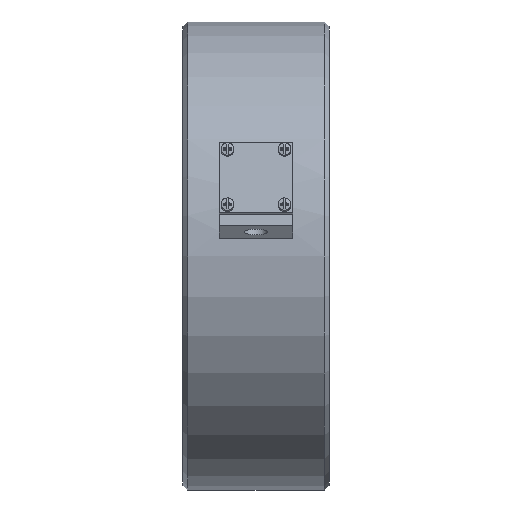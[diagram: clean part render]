
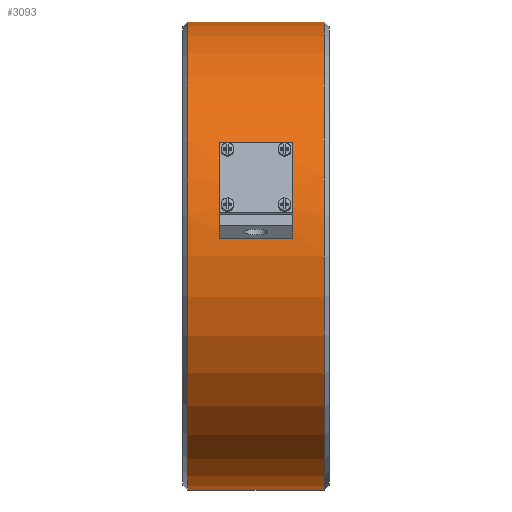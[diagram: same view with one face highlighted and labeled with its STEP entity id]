
A CAD part, left-side view. The second image highlights one B-rep face of the part: STEP entity #3093.
In plain terms, the highlighted cylindrical face has radius 102.5 mm (diameter 205 mm), a full revolution.
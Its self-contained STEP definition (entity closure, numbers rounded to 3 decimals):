
#99=FACE_BOUND('',#437,.T.);
#277=FACE_OUTER_BOUND('',#436,.T.);
#436=EDGE_LOOP('',(#2492,#2493,#2494,#2495,#2496,#2497));
#437=EDGE_LOOP('',(#2498,#2499,#2500,#2501));
#709=LINE('',#5258,#902);
#710=LINE('',#5261,#903);
#711=LINE('',#5265,#904);
#902=VECTOR('',#4235,102.5);
#903=VECTOR('',#4236,1000.);
#904=VECTOR('',#4239,1000.);
#1201=CIRCLE('',#3437,102.5);
#1204=CIRCLE('',#3440,102.5);
#1205=CIRCLE('',#3442,102.5);
#1206=CIRCLE('',#3443,102.5);
#1241=CIRCLE('',#3487,102.5);
#1242=CIRCLE('',#3488,102.5);
#1429=VERTEX_POINT('',#5158);
#1430=VERTEX_POINT('',#5159);
#1433=VERTEX_POINT('',#5168);
#1434=VERTEX_POINT('',#5169);
#1469=VERTEX_POINT('',#5259);
#1470=VERTEX_POINT('',#5260);
#1471=VERTEX_POINT('',#5262);
#1472=VERTEX_POINT('',#5264);
#1831=EDGE_CURVE('',#1429,#1430,#1201,.T.);
#1835=EDGE_CURVE('',#1430,#1429,#1204,.T.);
#1836=EDGE_CURVE('',#1433,#1434,#1205,.T.);
#1837=EDGE_CURVE('',#1434,#1433,#1206,.T.);
#1881=EDGE_CURVE('',#1429,#1434,#709,.T.);
#1882=EDGE_CURVE('',#1469,#1470,#710,.T.);
#1883=EDGE_CURVE('',#1470,#1471,#1241,.T.);
#1884=EDGE_CURVE('',#1471,#1472,#711,.T.);
#1885=EDGE_CURVE('',#1469,#1472,#1242,.T.);
#2492=ORIENTED_EDGE('',*,*,#1831,.F.);
#2493=ORIENTED_EDGE('',*,*,#1881,.T.);
#2494=ORIENTED_EDGE('',*,*,#1837,.T.);
#2495=ORIENTED_EDGE('',*,*,#1836,.T.);
#2496=ORIENTED_EDGE('',*,*,#1881,.F.);
#2497=ORIENTED_EDGE('',*,*,#1835,.F.);
#2498=ORIENTED_EDGE('',*,*,#1882,.T.);
#2499=ORIENTED_EDGE('',*,*,#1883,.T.);
#2500=ORIENTED_EDGE('',*,*,#1884,.T.);
#2501=ORIENTED_EDGE('',*,*,#1885,.F.);
#3018=CYLINDRICAL_SURFACE('',#3486,102.5);
#3093=ADVANCED_FACE('',(#277,#99),#3018,.T.);
#3437=AXIS2_PLACEMENT_3D('',#5160,#4125,#4126);
#3440=AXIS2_PLACEMENT_3D('',#5166,#4132,#4133);
#3442=AXIS2_PLACEMENT_3D('',#5170,#4136,#4137);
#3443=AXIS2_PLACEMENT_3D('',#5171,#4138,#4139);
#3486=AXIS2_PLACEMENT_3D('',#5257,#4233,#4234);
#3487=AXIS2_PLACEMENT_3D('',#5263,#4237,#4238);
#3488=AXIS2_PLACEMENT_3D('',#5266,#4240,#4241);
#4125=DIRECTION('center_axis',(0.,-1.,0.));
#4126=DIRECTION('ref_axis',(0.,0.,-1.));
#4132=DIRECTION('center_axis',(0.,-1.,0.));
#4133=DIRECTION('ref_axis',(0.,0.,-1.));
#4136=DIRECTION('center_axis',(0.,-1.,0.));
#4137=DIRECTION('ref_axis',(0.,0.,-1.));
#4138=DIRECTION('center_axis',(0.,-1.,0.));
#4139=DIRECTION('ref_axis',(0.,0.,-1.));
#4233=DIRECTION('center_axis',(0.,-1.,0.));
#4234=DIRECTION('ref_axis',(0.,0.,-1.));
#4235=DIRECTION('',(0.,1.,0.));
#4236=DIRECTION('',(0.,1.,0.));
#4237=DIRECTION('center_axis',(0.,1.,0.));
#4238=DIRECTION('ref_axis',(0.,0.,-1.));
#4239=DIRECTION('',(0.,-1.,0.));
#4240=DIRECTION('center_axis',(0.,1.,0.));
#4241=DIRECTION('ref_axis',(0.,0.,-1.));
#5158=CARTESIAN_POINT('',(0.,-14.,102.5));
#5159=CARTESIAN_POINT('',(0.,-14.,-102.5));
#5160=CARTESIAN_POINT('Origin',(0.,-14.,0.));
#5166=CARTESIAN_POINT('Origin',(0.,-14.,0.));
#5168=CARTESIAN_POINT('',(0.,46.,-102.5));
#5169=CARTESIAN_POINT('',(0.,46.,102.5));
#5170=CARTESIAN_POINT('Origin',(0.,46.,0.));
#5171=CARTESIAN_POINT('Origin',(0.,46.,0.));
#5257=CARTESIAN_POINT('Origin',(0.,-14.5,0.));
#5258=CARTESIAN_POINT('',(0.,-14.5,102.5));
#5259=CARTESIAN_POINT('',(-101.935,0.,10.749));
#5260=CARTESIAN_POINT('',(-101.935,32.,10.749));
#5261=CARTESIAN_POINT('',(-101.935,-14.5,10.749));
#5262=CARTESIAN_POINT('',(-93.653,32.,41.659));
#5263=CARTESIAN_POINT('Origin',(0.,32.,0.));
#5264=CARTESIAN_POINT('',(-93.653,0.,41.659));
#5265=CARTESIAN_POINT('',(-93.653,-14.5,41.659));
#5266=CARTESIAN_POINT('Origin',(0.,0.,0.));
